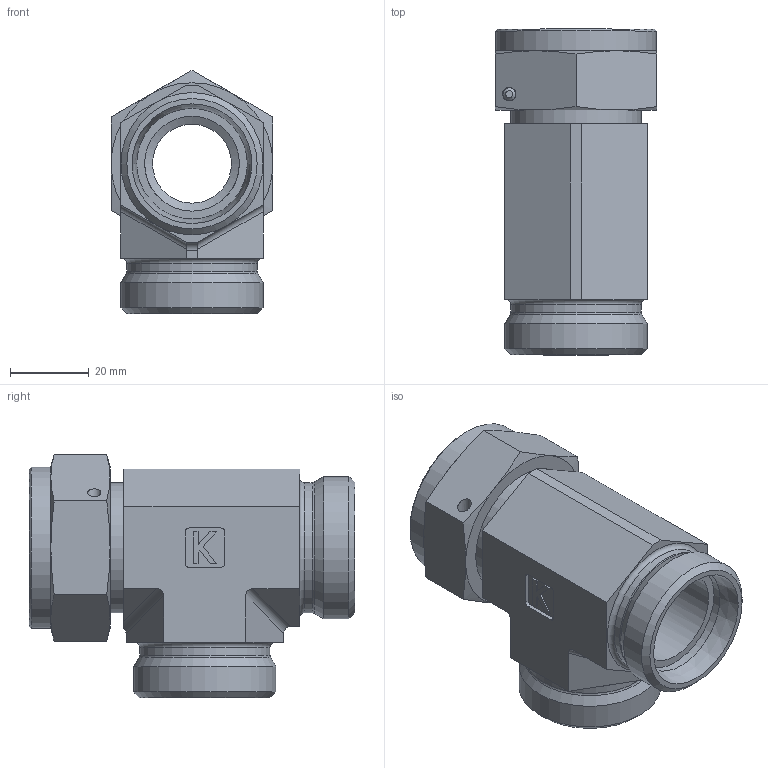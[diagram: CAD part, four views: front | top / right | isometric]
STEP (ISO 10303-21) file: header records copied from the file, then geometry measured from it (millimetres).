
FILE_DESCRIPTION(/* description */ (''),/* implementation_level */ '2;1');
FILE_NAME(/* name */ '376812836.stp',/* time_stamp */ '2019-12-05T13:21:49+01:00',/* author */ ('User'),/* organization */ (''),/* preprocessor_version */ 'ST-DEVELOPER v16.5',/* originating_system */ 'Autodesk Inventor 2017',/* authorisation */ '');
FILE_SCHEMA (('AUTOMOTIVE_DESIGN { 1 0 10303 214 3 1 1 }'));
Length unit declared in the file: millimetre
Products named in the file (5): 37681 2836; 3778 282828; 395 2836; 9903236; 60726020
Assembly tree (4 placements, depth 2):
  37681 2836
    3778 282828
    395 2836
    9903236
    60726020
Bounding box: 41 x 82.5 x 61.67 mm (x, y, z)
Volume: 63069.4 mm3; surface area: 28230.3 mm2
Topology: 4 solids, 4 shells, 124 faces, 288 edges, 183 vertices
Faces by surface type: plane 59, cone 26, cylinder 26, torus 12, bspline 1
Full cylindrical faces by diameter (mm): 3.2 x1, 3.4 x1, 20 x1, 24 x2, 28 x2, 33 x4, 33.75 x1, 33.835 x1, 36 x2, 40.8 x1
Entity records: 3610 total; most frequent: CARTESIAN_POINT 726, DIRECTION 568, ORIENTED_EDGE 470, EDGE_CURVE 235, AXIS2_PLACEMENT_3D 228, EDGE_LOOP 187, VERTEX_POINT 172, STYLED_ITEM 128
